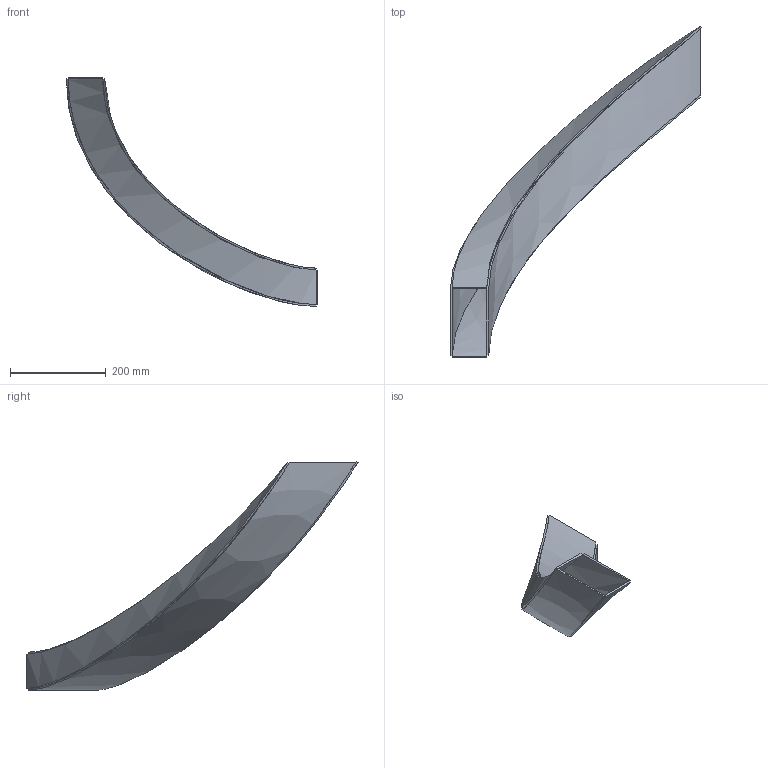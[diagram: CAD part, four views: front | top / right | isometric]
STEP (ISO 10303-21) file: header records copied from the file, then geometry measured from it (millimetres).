
FILE_DESCRIPTION (( 'STEP AP214' ), '1' );
FILE_NAME ('10318_01 - Limon central-2.STEP', '2023-01-18T15:07:41', ( '' ), ( '' ), 'SwSTEP 2.0', 'SolidWorks 2023', '' );
FILE_SCHEMA (( 'AUTOMOTIVE_DESIGN' ));
Length unit declared in the file: millimetre
Products named in the file (1): 10318_01 - Limon central-2
Bounding box: 525.03 x 693.54 x 478.08 mm (x, y, z)
Volume: 1298909.5 mm3; surface area: 678829.3 mm2
Topology: 4 solids, 4 shells, 32 faces, 72 edges, 48 vertices
Faces by surface type: bspline 28, plane 4
Entity records: 6764 total; most frequent: CARTESIAN_POINT 6219, ORIENTED_EDGE 144, B_SPLINE_CURVE_WITH_KNOTS 72, EDGE_CURVE 72, VERTEX_POINT 48, EDGE_LOOP 32, ADVANCED_FACE 32, FACE_OUTER_BOUND 32
